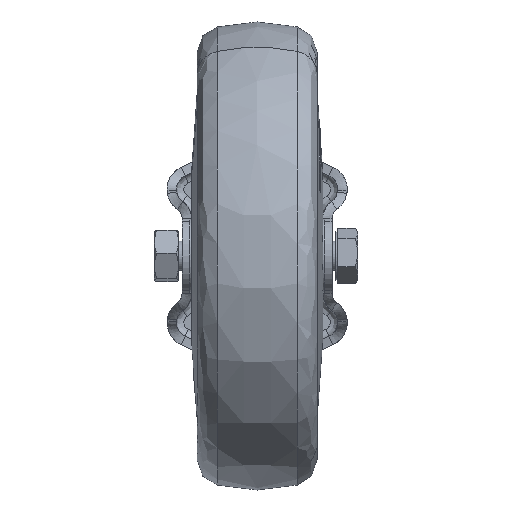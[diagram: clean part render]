
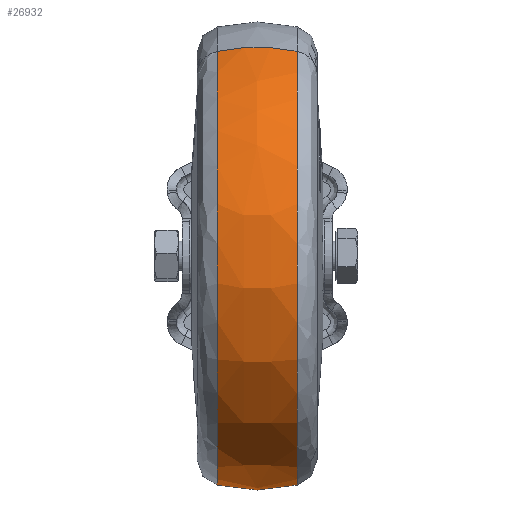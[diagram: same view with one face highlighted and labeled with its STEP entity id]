
A CAD part, front view. The second image highlights one B-rep face of the part: STEP entity #26932.
In plain terms, the highlighted free-form (B-spline) face has degree [3, 3] with [4, 4] control points.
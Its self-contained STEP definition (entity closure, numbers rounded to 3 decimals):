
#3869 = CARTESIAN_POINT ( 'NONE',  ( -3.621, -125.87, 62.935 ) ) ;
#6466 = DIRECTION ( 'NONE',  ( 0., 1., 0. ) ) ;
#7094 = EDGE_CURVE ( 'NONE', #51940, #31625, #35798, .T. ) ;
#7472 = CIRCLE ( 'NONE', #39196, 45. ) ;
#8370 = CARTESIAN_POINT ( 'NONE',  ( 3.621, 0., -62.935 ) ) ;
#8411 = VERTEX_POINT ( 'NONE', #41967 ) ;
#9228 = FACE_OUTER_BOUND ( 'NONE', #55305, .T. ) ;
#11796 = CARTESIAN_POINT ( 'NONE',  ( 10.658, 0., -61.22 ) ) ;
#12853 = CARTESIAN_POINT ( 'NONE',  ( 3.621, -125.87, 62.935 ) ) ;
#13293 = CARTESIAN_POINT ( 'NONE',  ( -10.658, 0., 0. ) ) ;
#15476 = AXIS2_PLACEMENT_3D ( 'NONE', #13293, #43687, #17699 ) ;
#15584 =( BOUNDED_SURFACE ( )  B_SPLINE_SURFACE ( 3, 3, ( 
 ( #24540, #21464, #51785, #25859 ),
 ( #56126, #30238, #3869, #34593 ),
 ( #8370, #38950, #12853, #43241 ),
 ( #17268, #47598, #21645, #51965 ) ),
 .UNSPECIFIED., .F., .F., .F. ) 
 B_SPLINE_SURFACE_WITH_KNOTS ( ( 4, 4 ),
 ( 4, 4 ),
 ( 0., 1. ),
 ( 0., 1. ),
 .UNSPECIFIED. ) 
 GEOMETRIC_REPRESENTATION_ITEM ( )  RATIONAL_B_SPLINE_SURFACE ( (
 ( 1., 0.333, 0.333, 1.),
 ( 0.981, 0.327, 0.327, 0.981),
 ( 0.981, 0.327, 0.327, 0.981),
 ( 1., 0.333, 0.333, 1.) ) ) 
 REPRESENTATION_ITEM ( '' )  SURFACE ( )  );
#17116 = EDGE_CURVE ( 'NONE', #8411, #56003, #7472, .T. ) ;
#17268 = CARTESIAN_POINT ( 'NONE',  ( 10.658, 0., -61.22 ) ) ;
#17699 = DIRECTION ( 'NONE',  ( 0., 0., 1. ) ) ;
#19877 = CARTESIAN_POINT ( 'NONE',  ( 0., 0., -17.5 ) ) ;
#21464 = CARTESIAN_POINT ( 'NONE',  ( -10.658, -122.439, -61.22 ) ) ;
#21546 = ORIENTED_EDGE ( 'NONE', *, *, #31688, .T. ) ;
#21645 = CARTESIAN_POINT ( 'NONE',  ( 10.658, -122.439, 61.22 ) ) ;
#21720 = DIRECTION ( 'NONE',  ( -1., 0., 0. ) ) ;
#23974 = CIRCLE ( 'NONE', #15476, 61.22 ) ;
#24287 = DIRECTION ( 'NONE',  ( 0., 0., -1. ) ) ;
#24540 = CARTESIAN_POINT ( 'NONE',  ( -10.658, 0., -61.22 ) ) ;
#25859 = CARTESIAN_POINT ( 'NONE',  ( -10.658, 0., 61.22 ) ) ;
#26469 = AXIS2_PLACEMENT_3D ( 'NONE', #19877, #50209, #24287 ) ;
#26932 = ADVANCED_FACE ( 'NONE', ( #9228 ), #15584, .T. ) ;
#27092 = CARTESIAN_POINT ( 'NONE',  ( 10.658, 0., 61.22 ) ) ;
#30238 = CARTESIAN_POINT ( 'NONE',  ( -3.621, -125.87, -62.935 ) ) ;
#30655 = ORIENTED_EDGE ( 'NONE', *, *, #7094, .T. ) ;
#31625 = VERTEX_POINT ( 'NONE', #11796 ) ;
#31688 = EDGE_CURVE ( 'NONE', #31625, #56003, #52554, .T. ) ;
#32711 = CARTESIAN_POINT ( 'NONE',  ( 0., 0., 17.5 ) ) ;
#34593 = CARTESIAN_POINT ( 'NONE',  ( -3.621, 0., 62.935 ) ) ;
#35798 = CIRCLE ( 'NONE', #26469, 45. ) ;
#37086 = DIRECTION ( 'NONE',  ( 0., 0., 1. ) ) ;
#38950 = CARTESIAN_POINT ( 'NONE',  ( 3.621, -125.87, -62.935 ) ) ;
#39196 = AXIS2_PLACEMENT_3D ( 'NONE', #32711, #6466, #37086 ) ;
#39938 = CARTESIAN_POINT ( 'NONE',  ( -10.658, 0., -61.22 ) ) ;
#41928 = ORIENTED_EDGE ( 'NONE', *, *, #43276, .T. ) ;
#41967 = CARTESIAN_POINT ( 'NONE',  ( -10.658, 0., 61.22 ) ) ;
#43241 = CARTESIAN_POINT ( 'NONE',  ( 3.621, 0., 62.935 ) ) ;
#43276 = EDGE_CURVE ( 'NONE', #8411, #51940, #23974, .T. ) ;
#43687 = DIRECTION ( 'NONE',  ( 1., 0., 0. ) ) ;
#45551 = AXIS2_PLACEMENT_3D ( 'NONE', #47675, #21720, #52039 ) ;
#47598 = CARTESIAN_POINT ( 'NONE',  ( 10.658, -122.439, -61.22 ) ) ;
#47675 = CARTESIAN_POINT ( 'NONE',  ( 10.658, 0., 0. ) ) ;
#50209 = DIRECTION ( 'NONE',  ( 0., -1., 0. ) ) ;
#51785 = CARTESIAN_POINT ( 'NONE',  ( -10.658, -122.439, 61.22 ) ) ;
#51940 = VERTEX_POINT ( 'NONE', #39938 ) ;
#51965 = CARTESIAN_POINT ( 'NONE',  ( 10.658, 0., 61.22 ) ) ;
#52039 = DIRECTION ( 'NONE',  ( 0., 0., 1. ) ) ;
#52554 = CIRCLE ( 'NONE', #45551, 61.22 ) ;
#53293 = ORIENTED_EDGE ( 'NONE', *, *, #17116, .F. ) ;
#55305 = EDGE_LOOP ( 'NONE', ( #41928, #30655, #21546, #53293 ) ) ;
#56003 = VERTEX_POINT ( 'NONE', #27092 ) ;
#56126 = CARTESIAN_POINT ( 'NONE',  ( -3.621, 0., -62.935 ) ) ;
